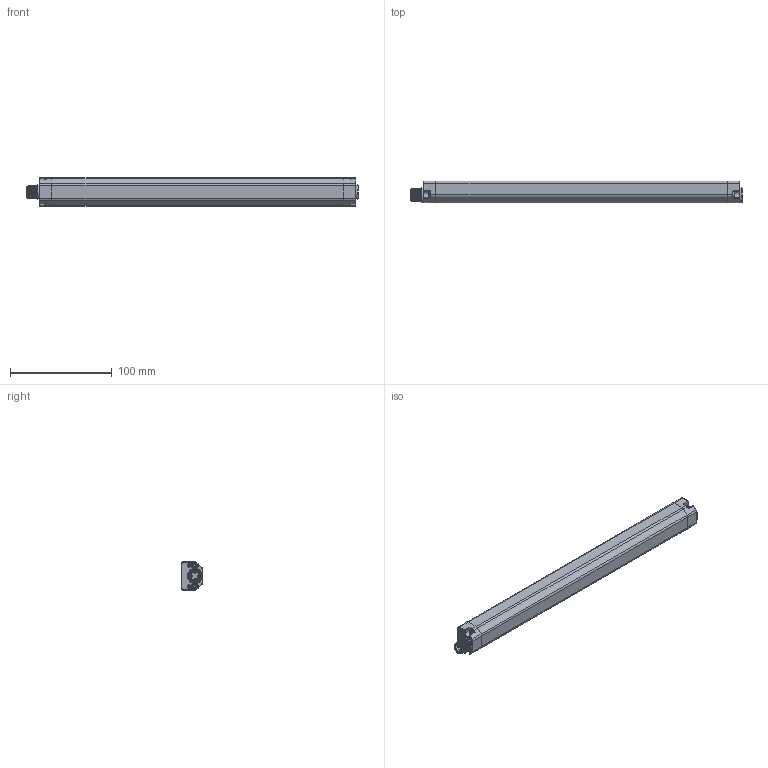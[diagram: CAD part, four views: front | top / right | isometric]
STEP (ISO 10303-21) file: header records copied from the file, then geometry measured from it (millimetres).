
FILE_DESCRIPTION((''),'2;1');
FILE_NAME('157889_SM01_ASM','2023-06-23T08:20:41',('banengservice'),('BANNER ENGINEERING'),'CREO PARAMETRIC BY PTC INC, 2022414','CREO PARAMETRIC BY PTC INC, 2022414','');
FILE_SCHEMA(('CONFIG_CONTROL_DESIGN'));
Length unit declared in the file: inch
Products named in the file (2): 157889_EP01; 157889_SM01_ASM
Assembly tree (1 placements, depth 2):
  157889_SM01_ASM
    157889_EP01
Bounding box: 326 x 21.01 x 28 mm (x, y, z)
Volume: 165499 mm3; surface area: 31538.4 mm2
Topology: 1 solids, 1 shells, 374 faces, 932 edges, 574 vertices
Faces by surface type: cylinder 146, plane 123, cone 55, torus 26, bspline 16, sphere 8
Entity records: 15506 total; most frequent: CARTESIAN_POINT 6514, DIRECTION 1930, ORIENTED_EDGE 1848, EDGE_CURVE 924, AXIS2_PLACEMENT_3D 733, VERTEX_POINT 574, VECTOR 464, LINE 464
